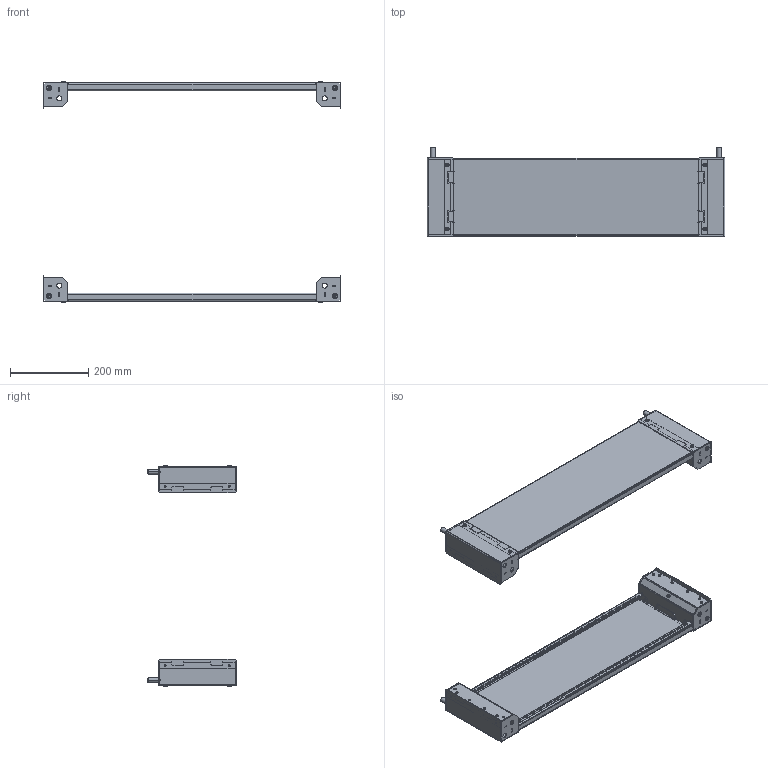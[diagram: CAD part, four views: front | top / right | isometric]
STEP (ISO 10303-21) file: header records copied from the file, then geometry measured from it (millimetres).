
FILE_DESCRIPTION (( 'STEP AP203' ), '1' );
FILE_NAME ('UR13634210080 Ýëåìåíòû ïåðåäíèé è çàäíèé öîêîëÿ 200ìì RS52 80.00 RAL7021 (2øò) (000.136.071-03).STEP', '2022-04-14T05:44:31', ( '' ), ( '' ), 'SwSTEP 2.0', 'SolidWorks 2017', '' );
FILE_SCHEMA (( 'CONFIG_CONTROL_DESIGN' ));
Length unit declared in the file: millimetre
Products named in the file (11): Âèíò DIN 7500 C TORX_Œ5å12; 嵑殧趌6402_12; UR13634210080 Ýëåìåíòû ïåðåäíèé è çàäíèé öîêîëÿ 200ìì RS52 80.00 RAL7021 (2øò) (000.136.071-03); 070-70 Ïàíåëü öîêîëÿ_03 (00.80); 000.137.048 Ñîåäèíèòåëü óãëîâîé; Âèíò DIN 912_Œ12å35; 008-463 Ñòåíêà ïðîôèëüíàÿ; 024-451 Êðûøêà; Âèíò DIN 7500 M TORX_Œ5å16 (çñà­ë©); 024-446 砑僔蠂縺; 嵑殧趌11371_12
Assembly tree (41 placements, depth 3):
  UR13634210080 Ýëåìåíòû ïåðåäíèé è çàäíèé öîêîëÿ 200ìì RS52 80.00 RAL7021 (2øò) (000.136.071-03)
    000.137.048 Ñîåäèíèòåëü óãëîâîé  x4
      008-463 Ñòåíêà ïðîôèëüíàÿ
      024-446 砑僔蠂縺
    070-70 Ïàíåëü öîêîëÿ_03 (00.80)  x2
    Âèíò DIN 7500 C TORX_Œ5å12  x8
    024-451 Êðûøêà  x4
    Âèíò DIN 7500 M TORX_Œ5å16 (çñà­ë©)  x8
    嵑殧趌11371_12  x4
    嵑殧趌6402_12  x4
    Âèíò DIN 912_Œ12å35  x4
Bounding box: 762.2 x 226.5 x 563.8 mm (x, y, z)
Volume: 1200281.9 mm3; surface area: 1269193 mm2
Topology: 46 solids, 46 shells, 2696 faces, 7232 edges, 4612 vertices
Faces by surface type: plane 1360, cylinder 1160, cone 96, torus 48, bspline 16, sphere 16
Entity records: 27904 total; most frequent: CARTESIAN_POINT 4911, DIRECTION 4380, ORIENTED_EDGE 4290, EDGE_CURVE 2145, AXIS2_PLACEMENT_3D 1462, LINE 1456, VECTOR 1456, VERTEX_POINT 1371
